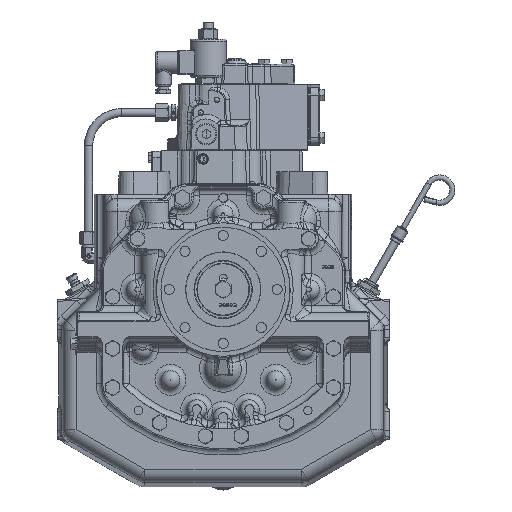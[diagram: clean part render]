
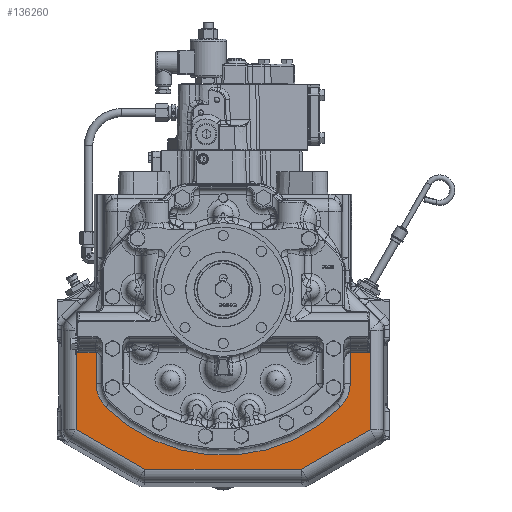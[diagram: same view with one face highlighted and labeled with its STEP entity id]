
A CAD part, top view. The second image highlights one B-rep face of the part: STEP entity #136260.
In plain terms, the highlighted planar face has unit normal (0, 0, 1).
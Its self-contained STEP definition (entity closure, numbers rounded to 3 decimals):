
#2716 = CARTESIAN_POINT ( 'NONE',  ( -272.419, -143.978, -7.112 ) ) ;
#4104 = VERTEX_POINT ( 'NONE', #18152 ) ;
#4190 = VERTEX_POINT ( 'NONE', #74549 ) ;
#5948 = EDGE_CURVE ( 'NONE', #54323, #122270, #177084, .T. ) ;
#8477 = VECTOR ( 'NONE', #57938, 1000. ) ;
#10015 = VERTEX_POINT ( 'NONE', #178413 ) ;
#10698 = CARTESIAN_POINT ( 'NONE',  ( 113.284, -113.018, -7.112 ) ) ;
#11260 = ORIENTED_EDGE ( 'NONE', *, *, #45320, .T. ) ;
#11307 = DIRECTION ( 'NONE',  ( 1., 0., 0. ) ) ;
#11967 = DIRECTION ( 'NONE',  ( -0.707, 0.707, 0. ) ) ;
#16030 = DIRECTION ( 'NONE',  ( 1., 0., 0. ) ) ;
#18152 = CARTESIAN_POINT ( 'NONE',  ( -153.131, -24.691, -7.112 ) ) ;
#18157 = CARTESIAN_POINT ( 'NONE',  ( -177.227, -129.204, -7.112 ) ) ;
#18560 = DIRECTION ( 'NONE',  ( 0., -1., 0. ) ) ;
#18785 = AXIS2_PLACEMENT_3D ( 'NONE', #30601, #114423, #16030 ) ;
#20077 = VERTEX_POINT ( 'NONE', #36798 ) ;
#21851 = ORIENTED_EDGE ( 'NONE', *, *, #5948, .T. ) ;
#24209 = CARTESIAN_POINT ( 'NONE',  ( 177.227, -129.204, -7.112 ) ) ;
#24662 = DIRECTION ( 'NONE',  ( 0., 0., -1. ) ) ;
#24729 = CARTESIAN_POINT ( 'NONE',  ( -14.774, 143.214, -7.112 ) ) ;
#30340 = CIRCLE ( 'NONE', #167438, 39.847 ) ;
#30369 = LINE ( 'NONE', #24209, #104261 ) ;
#30601 = CARTESIAN_POINT ( 'NONE',  ( 0., 0., -7.112 ) ) ;
#32105 = DIRECTION ( 'NONE',  ( 0., -1., 0. ) ) ;
#32961 = PLANE ( 'NONE',  #146695 ) ;
#36762 = EDGE_CURVE ( 'NONE', #122270, #134146, #30369, .T. ) ;
#36798 = CARTESIAN_POINT ( 'NONE',  ( 141.493, -141.162, -7.112 ) ) ;
#39340 = ORIENTED_EDGE ( 'NONE', *, *, #36762, .T. ) ;
#45320 = EDGE_CURVE ( 'NONE', #121386, #172654, #115847, .T. ) ;
#46987 = ORIENTED_EDGE ( 'NONE', *, *, #164023, .T. ) ;
#50628 = VERTEX_POINT ( 'NONE', #106426 ) ;
#52848 = DIRECTION ( 'NONE',  ( 0., 0., -1. ) ) ;
#54323 = VERTEX_POINT ( 'NONE', #114949 ) ;
#55102 = DIRECTION ( 'NONE',  ( 1., 0., 0. ) ) ;
#56351 = LINE ( 'NONE', #2716, #8477 ) ;
#57098 = CARTESIAN_POINT ( 'NONE',  ( -154.043, -359.826, -7.112 ) ) ;
#57938 = DIRECTION ( 'NONE',  ( -0.707, -0.707, 0. ) ) ;
#61274 = VERTEX_POINT ( 'NONE', #154495 ) ;
#61427 = DIRECTION ( 'NONE',  ( 0., 0., 1. ) ) ;
#61877 = VECTOR ( 'NONE', #32105, 1000. ) ;
#64226 = EDGE_CURVE ( 'NONE', #10015, #61274, #30340, .T. ) ;
#66063 = DIRECTION ( 'NONE',  ( 0., 1., 0. ) ) ;
#68482 = EDGE_CURVE ( 'NONE', #50628, #20077, #75757, .T. ) ;
#70477 = EDGE_LOOP ( 'NONE', ( #105381, #46987, #99193, #148559, #81364, #112734, #92225, #83292, #11260, #166520, #21851, #39340 ) ) ;
#70609 = CARTESIAN_POINT ( 'NONE',  ( -153.131, -16.842, -7.112 ) ) ;
#74549 = CARTESIAN_POINT ( 'NONE',  ( 153.131, -24.691, -7.112 ) ) ;
#75757 = CIRCLE ( 'NONE', #110078, 39.847 ) ;
#79718 = EDGE_CURVE ( 'NONE', #133569, #121386, #164025, .T. ) ;
#81364 = ORIENTED_EDGE ( 'NONE', *, *, #64226, .T. ) ;
#82247 = CIRCLE ( 'NONE', #18785, 199.867 ) ;
#82278 = LINE ( 'NONE', #70609, #123638 ) ;
#82619 = DIRECTION ( 'NONE',  ( 1., 0., 0. ) ) ;
#83292 = ORIENTED_EDGE ( 'NONE', *, *, #79718, .T. ) ;
#92225 = ORIENTED_EDGE ( 'NONE', *, *, #93009, .T. ) ;
#92839 = VECTOR ( 'NONE', #55102, 1000. ) ;
#93009 = EDGE_CURVE ( 'NONE', #4104, #133569, #56351, .T. ) ;
#99193 = ORIENTED_EDGE ( 'NONE', *, *, #68482, .T. ) ;
#103390 = DIRECTION ( 'NONE',  ( 1., 0., 0. ) ) ;
#104261 = VECTOR ( 'NONE', #66063, 1000. ) ;
#105381 = ORIENTED_EDGE ( 'NONE', *, *, #119939, .T. ) ;
#106426 = CARTESIAN_POINT ( 'NONE',  ( 153.131, -113.018, -7.112 ) ) ;
#109405 = VECTOR ( 'NONE', #161561, 1000. ) ;
#110078 = AXIS2_PLACEMENT_3D ( 'NONE', #10698, #24662, #11307 ) ;
#112734 = ORIENTED_EDGE ( 'NONE', *, *, #176022, .T. ) ;
#114423 = DIRECTION ( 'NONE',  ( 0., 0., -1. ) ) ;
#114949 = CARTESIAN_POINT ( 'NONE',  ( 94.478, -216.343, -7.112 ) ) ;
#115847 = LINE ( 'NONE', #132495, #109405 ) ;
#116091 = CARTESIAN_POINT ( 'NONE',  ( -177.227, -168.568, -7.112 ) ) ;
#118616 = LINE ( 'NONE', #170370, #157739 ) ;
#119939 = EDGE_CURVE ( 'NONE', #134146, #4190, #137801, .T. ) ;
#120682 = VECTOR ( 'NONE', #142137, 1000. ) ;
#121386 = VERTEX_POINT ( 'NONE', #116091 ) ;
#122270 = VERTEX_POINT ( 'NONE', #137022 ) ;
#123358 = CARTESIAN_POINT ( 'NONE',  ( -113.284, -113.018, -7.112 ) ) ;
#123638 = VECTOR ( 'NONE', #154433, 1000. ) ;
#126223 = CARTESIAN_POINT ( 'NONE',  ( -287.192, -216.343, -7.112 ) ) ;
#132495 = CARTESIAN_POINT ( 'NONE',  ( -276.746, -111.11, -7.112 ) ) ;
#133569 = VERTEX_POINT ( 'NONE', #170711 ) ;
#134146 = VERTEX_POINT ( 'NONE', #139864 ) ;
#136040 = EDGE_CURVE ( 'NONE', #20077, #10015, #82247, .T. ) ;
#136260 = ADVANCED_FACE ( 'NONE', ( #177757 ), #32961, .T. ) ;
#137022 = CARTESIAN_POINT ( 'NONE',  ( 177.227, -168.568, -7.112 ) ) ;
#137801 = LINE ( 'NONE', #24729, #148510 ) ;
#139864 = CARTESIAN_POINT ( 'NONE',  ( 177.227, -48.786, -7.112 ) ) ;
#142137 = DIRECTION ( 'NONE',  ( 0.866, 0.5, 0. ) ) ;
#142268 = CARTESIAN_POINT ( 'NONE',  ( -94.478, -216.343, -7.112 ) ) ;
#146695 = AXIS2_PLACEMENT_3D ( 'NONE', #173191, #61427, #103390 ) ;
#148510 = VECTOR ( 'NONE', #11967, 1000. ) ;
#148559 = ORIENTED_EDGE ( 'NONE', *, *, #136040, .T. ) ;
#154433 = DIRECTION ( 'NONE',  ( 0., 1., 0. ) ) ;
#154495 = CARTESIAN_POINT ( 'NONE',  ( -153.131, -113.018, -7.112 ) ) ;
#157739 = VECTOR ( 'NONE', #18560, 1000. ) ;
#161561 = DIRECTION ( 'NONE',  ( 0.866, -0.5, 0. ) ) ;
#164023 = EDGE_CURVE ( 'NONE', #4190, #50628, #118616, .T. ) ;
#164025 = LINE ( 'NONE', #18157, #61877 ) ;
#166520 = ORIENTED_EDGE ( 'NONE', *, *, #170289, .T. ) ;
#167438 = AXIS2_PLACEMENT_3D ( 'NONE', #123358, #52848, #82619 ) ;
#168897 = LINE ( 'NONE', #126223, #92839 ) ;
#170289 = EDGE_CURVE ( 'NONE', #172654, #54323, #168897, .T. ) ;
#170370 = CARTESIAN_POINT ( 'NONE',  ( 153.131, -113.018, -7.112 ) ) ;
#170711 = CARTESIAN_POINT ( 'NONE',  ( -177.227, -48.786, -7.112 ) ) ;
#172654 = VERTEX_POINT ( 'NONE', #142268 ) ;
#173191 = CARTESIAN_POINT ( 'NONE',  ( -287.192, -129.204, -7.112 ) ) ;
#176022 = EDGE_CURVE ( 'NONE', #61274, #4104, #82278, .T. ) ;
#177084 = LINE ( 'NONE', #57098, #120682 ) ;
#177757 = FACE_OUTER_BOUND ( 'NONE', #70477, .T. ) ;
#178413 = CARTESIAN_POINT ( 'NONE',  ( -141.493, -141.162, -7.112 ) ) ;
